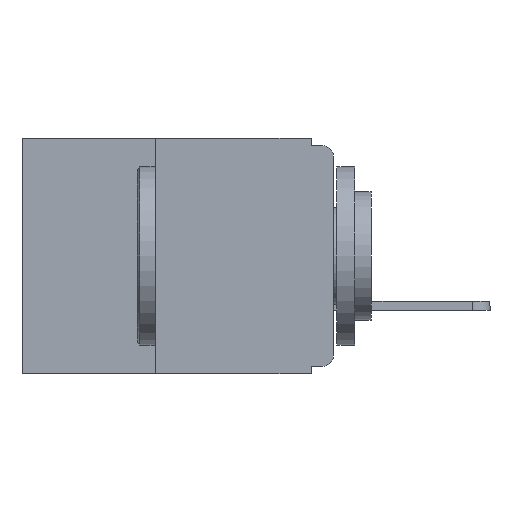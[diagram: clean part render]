
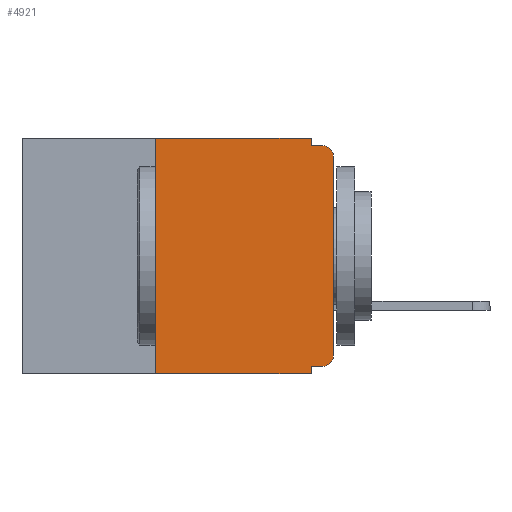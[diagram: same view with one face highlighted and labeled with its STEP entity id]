
A CAD part, left-side view. The second image highlights one B-rep face of the part: STEP entity #4921.
In plain terms, the highlighted planar face has unit normal (-1, 0, 0).
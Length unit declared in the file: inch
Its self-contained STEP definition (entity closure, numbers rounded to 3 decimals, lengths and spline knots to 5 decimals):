
#119 = CARTESIAN_POINT ( 'NONE',  ( 0., 0.015, -0.305 ) ) ;
#199 = DIRECTION ( 'NONE',  ( 0., -1., 0. ) ) ;
#200 = DIRECTION ( 'NONE',  ( 0., -1., 0. ) ) ;
#479 = CIRCLE ( 'NONE', #4926, 0.015 ) ;
#496 = VECTOR ( 'NONE', #3136, 39.37008 ) ;
#621 = EDGE_LOOP ( 'NONE', ( #12523, #13241, #14034, #14071, #14859, #15123, #15321, #15704, #16474, #16652 ) ) ;
#641 = LINE ( 'NONE', #7610, #496 ) ;
#728 = DIRECTION ( 'NONE',  ( 0., 1., 0. ) ) ;
#782 = CARTESIAN_POINT ( 'NONE',  ( 0., 0., -0.32 ) ) ;
#1178 = AXIS2_PLACEMENT_3D ( 'NONE', #17317, #16644, #17728 ) ;
#1190 = VECTOR ( 'NONE', #200, 39.37008 ) ;
#1430 = LINE ( 'NONE', #1951, #1190 ) ;
#1469 = VECTOR ( 'NONE', #15276, 39.37008 ) ;
#1515 = VECTOR ( 'NONE', #199, 39.37008 ) ;
#1563 = LINE ( 'NONE', #14620, #1469 ) ;
#1602 = LINE ( 'NONE', #20404, #1515 ) ;
#1951 = CARTESIAN_POINT ( 'NONE',  ( 0., 0.437, 0. ) ) ;
#2095 = VERTEX_POINT ( 'NONE', #7681 ) ;
#2187 = VECTOR ( 'NONE', #10296, 39.37008 ) ;
#2329 = LINE ( 'NONE', #11026, #2187 ) ;
#2368 = EDGE_CURVE ( 'NONE', #4496, #9053, #1430, .T. ) ;
#3136 = DIRECTION ( 'NONE',  ( 0., 0., -1. ) ) ;
#4265 = FACE_OUTER_BOUND ( 'NONE', #621, .T. ) ;
#4302 = VERTEX_POINT ( 'NONE', #18988 ) ;
#4496 = VERTEX_POINT ( 'NONE', #12845 ) ;
#4910 = LINE ( 'NONE', #782, #5189 ) ;
#4921 = ADVANCED_FACE ( 'NONE', ( #4265 ), #17292, .F. ) ;
#4926 = AXIS2_PLACEMENT_3D ( 'NONE', #7065, #7040, #7039 ) ;
#4940 = VERTEX_POINT ( 'NONE', #14339 ) ;
#5189 = VECTOR ( 'NONE', #728, 39.37008 ) ;
#5326 = EDGE_CURVE ( 'NONE', #4302, #6867, #1563, .T. ) ;
#5605 = VERTEX_POINT ( 'NONE', #20239 ) ;
#5962 = CARTESIAN_POINT ( 'NONE',  ( 0., 0.031, 0. ) ) ;
#6049 = EDGE_CURVE ( 'NONE', #7924, #5605, #479, .T. ) ;
#6334 = CARTESIAN_POINT ( 'NONE',  ( 0., 0.031, -0.33 ) ) ;
#6694 = CIRCLE ( 'NONE', #16735, 0.015 ) ;
#6867 = VERTEX_POINT ( 'NONE', #6334 ) ;
#6869 = DIRECTION ( 'NONE',  ( 0., 0., -1. ) ) ;
#6955 = CARTESIAN_POINT ( 'NONE',  ( 0., 0., -0.305 ) ) ;
#7039 = DIRECTION ( 'NONE',  ( 0., 0., -1. ) ) ;
#7040 = DIRECTION ( 'NONE',  ( -1., 0., 0. ) ) ;
#7065 = CARTESIAN_POINT ( 'NONE',  ( 0., 0.015, -0.025 ) ) ;
#7379 = DIRECTION ( 'NONE',  ( 0., 0., 1. ) ) ;
#7603 = CARTESIAN_POINT ( 'NONE',  ( 0., 0.015, -0.32 ) ) ;
#7610 = CARTESIAN_POINT ( 'NONE',  ( 0., 0.031, -0.33 ) ) ;
#7668 = CARTESIAN_POINT ( 'NONE',  ( 0., 0.25, -0.33 ) ) ;
#7681 = CARTESIAN_POINT ( 'NONE',  ( 0., 0.031, -0.01 ) ) ;
#7924 = VERTEX_POINT ( 'NONE', #8860 ) ;
#8860 = CARTESIAN_POINT ( 'NONE',  ( 0., 0., -0.025 ) ) ;
#9053 = VERTEX_POINT ( 'NONE', #20092 ) ;
#9104 = VECTOR ( 'NONE', #7379, 39.37008 ) ;
#9160 = LINE ( 'NONE', #7668, #9104 ) ;
#9202 = VERTEX_POINT ( 'NONE', #7603 ) ;
#10296 = DIRECTION ( 'NONE',  ( 0., 0., 1. ) ) ;
#11026 = CARTESIAN_POINT ( 'NONE',  ( 0., 0., 0. ) ) ;
#11067 = EDGE_CURVE ( 'NONE', #18802, #7924, #2329, .T. ) ;
#12138 = EDGE_CURVE ( 'NONE', #9053, #2095, #19037, .T. ) ;
#12523 = ORIENTED_EDGE ( 'NONE', *, *, #11067, .T. ) ;
#12845 = CARTESIAN_POINT ( 'NONE',  ( 0., 0.25, 0. ) ) ;
#13241 = ORIENTED_EDGE ( 'NONE', *, *, #6049, .T. ) ;
#14034 = ORIENTED_EDGE ( 'NONE', *, *, #20596, .F. ) ;
#14071 = ORIENTED_EDGE ( 'NONE', *, *, #12138, .F. ) ;
#14339 = CARTESIAN_POINT ( 'NONE',  ( 0., 0.031, -0.32 ) ) ;
#14620 = CARTESIAN_POINT ( 'NONE',  ( 0., 0.437, -0.33 ) ) ;
#14621 = EDGE_CURVE ( 'NONE', #9202, #18802, #6694, .T. ) ;
#14859 = ORIENTED_EDGE ( 'NONE', *, *, #2368, .F. ) ;
#15123 = ORIENTED_EDGE ( 'NONE', *, *, #17823, .F. ) ;
#15276 = DIRECTION ( 'NONE',  ( 0., -1., 0. ) ) ;
#15321 = ORIENTED_EDGE ( 'NONE', *, *, #5326, .T. ) ;
#15669 = DIRECTION ( 'NONE',  ( 0., 0., -1. ) ) ;
#15704 = ORIENTED_EDGE ( 'NONE', *, *, #20737, .F. ) ;
#16474 = ORIENTED_EDGE ( 'NONE', *, *, #20121, .F. ) ;
#16644 = DIRECTION ( 'NONE',  ( 1., 0., 0. ) ) ;
#16652 = ORIENTED_EDGE ( 'NONE', *, *, #14621, .T. ) ;
#16735 = AXIS2_PLACEMENT_3D ( 'NONE', #119, #21052, #15669 ) ;
#17292 = PLANE ( 'NONE',  #1178 ) ;
#17317 = CARTESIAN_POINT ( 'NONE',  ( 0., 0.437, 0. ) ) ;
#17728 = DIRECTION ( 'NONE',  ( 0., 0., -1. ) ) ;
#17823 = EDGE_CURVE ( 'NONE', #4302, #4496, #9160, .T. ) ;
#18746 = VECTOR ( 'NONE', #6869, 39.37008 ) ;
#18802 = VERTEX_POINT ( 'NONE', #6955 ) ;
#18988 = CARTESIAN_POINT ( 'NONE',  ( 0., 0.25, -0.33 ) ) ;
#19037 = LINE ( 'NONE', #5962, #18746 ) ;
#20092 = CARTESIAN_POINT ( 'NONE',  ( 0., 0.031, 0. ) ) ;
#20121 = EDGE_CURVE ( 'NONE', #9202, #4940, #4910, .T. ) ;
#20239 = CARTESIAN_POINT ( 'NONE',  ( 0., 0.015, -0.01 ) ) ;
#20404 = CARTESIAN_POINT ( 'NONE',  ( 0., 0., -0.01 ) ) ;
#20596 = EDGE_CURVE ( 'NONE', #2095, #5605, #1602, .T. ) ;
#20737 = EDGE_CURVE ( 'NONE', #4940, #6867, #641, .T. ) ;
#21052 = DIRECTION ( 'NONE',  ( -1., 0., 0. ) ) ;
